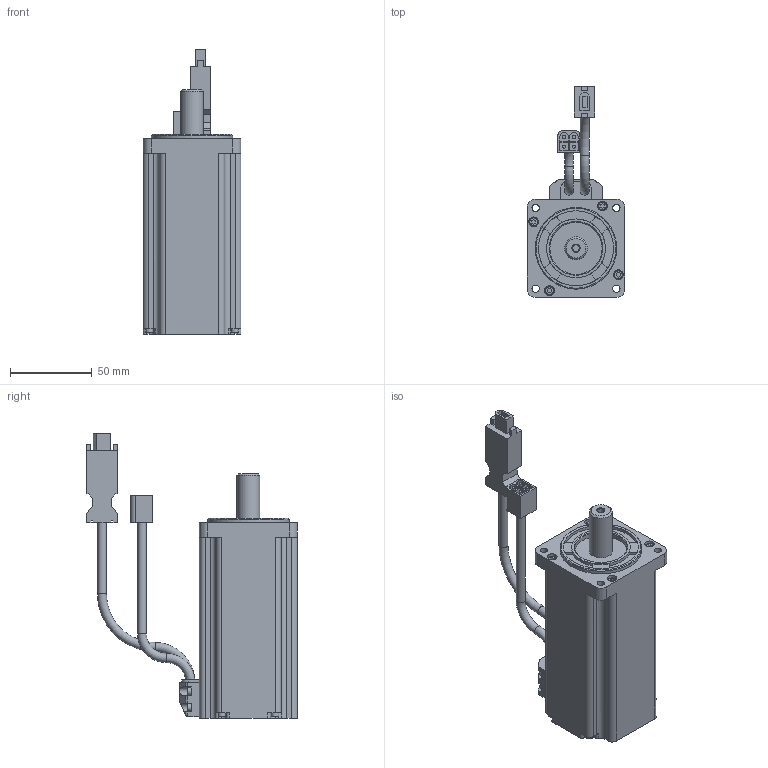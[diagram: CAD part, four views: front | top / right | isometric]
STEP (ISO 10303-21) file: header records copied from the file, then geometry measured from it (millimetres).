
FILE_DESCRIPTION(/* description */ ('STEP AP214'),/* implementation_level */ '2;1');
FILE_NAME(/* name */ '8097179_EMMB-AS-60-04-S30S',/* time_stamp */ '2024-08-21T04:43:27+02:00',/* author */ ('License CC BY-ND 4.0'),/* organization */ ('CADENAS'),/* preprocessor_version */ 'ST-DEVELOPER v19.3',/* originating_system */ 'PARTsolutions',/* authorisation */ ' ');
FILE_SCHEMA (('AUTOMOTIVE_DESIGN {1 0 10303 214 3 1 1}'));
Length unit declared in the file: millimetre
Products named in the file (1): 8097179 EMMB-AS-60-04-S30S---(high)
Bounding box: 60 x 129.15 x 174.5 mm (x, y, z)
Volume: 416097 mm3; surface area: 49283.6 mm2
Topology: 1 solids, 1 shells, 372 faces, 953 edges, 629 vertices
Faces by surface type: plane 252, cylinder 100, torus 16, cone 4
Full cylindrical faces by diameter (mm): 2 x4, 4.134 x1, 4.5 x11, 5.5 x6, 6 x4, 14 x1, 32 x1, 36 x1, 46 x1, 50 x1
Entity records: 13602 total; most frequent: CARTESIAN_POINT 1932, DIRECTION 1875, ORIENTED_EDGE 1790, EDGE_CURVE 895, LINE 651, VECTOR 651, VERTEX_POINT 622, AXIS2_PLACEMENT_3D 612
